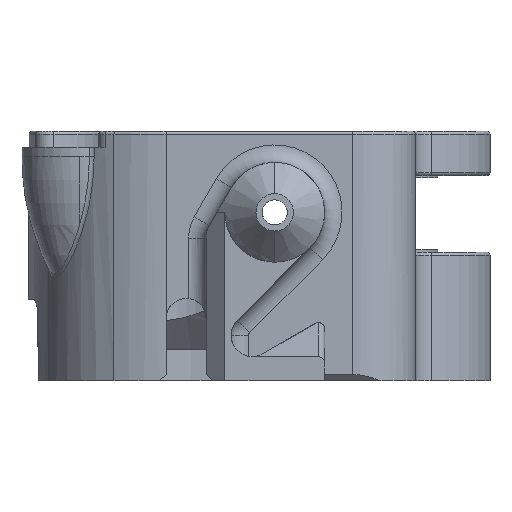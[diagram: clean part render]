
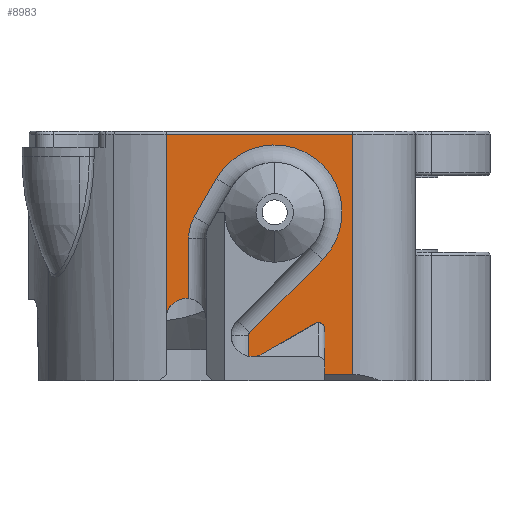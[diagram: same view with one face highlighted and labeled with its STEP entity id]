
A CAD part, front view. The second image highlights one B-rep face of the part: STEP entity #8983.
In plain terms, the highlighted planar face has unit normal (0, -1, 0).
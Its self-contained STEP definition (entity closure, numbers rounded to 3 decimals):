
#86 = EDGE_CURVE ( 'NONE', #8604, #8710, #3451, .T. ) ;
#169 = AXIS2_PLACEMENT_3D ( 'NONE', #1532, #1518, #1522 ) ;
#216 = AXIS2_PLACEMENT_3D ( 'NONE', #7444, #7445, #7446 ) ;
#217 = AXIS2_PLACEMENT_3D ( 'NONE', #7449, #7450, #7451 ) ;
#218 = AXIS2_PLACEMENT_3D ( 'NONE', #7454, #7455, #7456 ) ;
#219 = AXIS2_PLACEMENT_3D ( 'NONE', #7459, #7460, #7461 ) ;
#557 = AXIS2_PLACEMENT_3D ( 'NONE', #4102, #4111, #4112 ) ;
#1518 = DIRECTION ( 'NONE',  ( 0., 1., 0. ) ) ;
#1522 = DIRECTION ( 'NONE',  ( 0., 0., -1. ) ) ;
#1532 = CARTESIAN_POINT ( 'NONE',  ( -1.35, -16.35, -8.5 ) ) ;
#1654 = VERTEX_POINT ( 'NONE', #6788 ) ;
#1719 = VERTEX_POINT ( 'NONE', #6802 ) ;
#1795 = VERTEX_POINT ( 'NONE', #6830 ) ;
#1887 = VERTEX_POINT ( 'NONE', #6857 ) ;
#1997 = VERTEX_POINT ( 'NONE', #6888 ) ;
#2026 = VERTEX_POINT ( 'NONE', #6892 ) ;
#2078 = VERTEX_POINT ( 'NONE', #6924 ) ;
#2107 = VERTEX_POINT ( 'NONE', #6928 ) ;
#2158 = VERTEX_POINT ( 'NONE', #6948 ) ;
#2268 = VERTEX_POINT ( 'NONE', #6979 ) ;
#2351 = VERTEX_POINT ( 'NONE', #7006 ) ;
#2413 = VERTEX_POINT ( 'NONE', #7023 ) ;
#2418 = EDGE_LOOP ( 'NONE', ( #2934, #2935, #2936, #2937, #2938, #2939, #2940, #2941, #2942, #2943, #2944, #2945, #2946, #2947, #2948 ) ) ;
#2468 = VERTEX_POINT ( 'NONE', #7038 ) ;
#2934 = ORIENTED_EDGE ( 'NONE', *, *, #5654, .T. ) ;
#2935 = ORIENTED_EDGE ( 'NONE', *, *, #5655, .T. ) ;
#2936 = ORIENTED_EDGE ( 'NONE', *, *, #5656, .T. ) ;
#2937 = ORIENTED_EDGE ( 'NONE', *, *, #5657, .T. ) ;
#2938 = ORIENTED_EDGE ( 'NONE', *, *, #5658, .T. ) ;
#2939 = ORIENTED_EDGE ( 'NONE', *, *, #5659, .T. ) ;
#2940 = ORIENTED_EDGE ( 'NONE', *, *, #86, .T. ) ;
#2941 = ORIENTED_EDGE ( 'NONE', *, *, #5660, .T. ) ;
#2942 = ORIENTED_EDGE ( 'NONE', *, *, #5661, .T. ) ;
#2943 = ORIENTED_EDGE ( 'NONE', *, *, #5662, .T. ) ;
#2944 = ORIENTED_EDGE ( 'NONE', *, *, #5663, .T. ) ;
#2945 = ORIENTED_EDGE ( 'NONE', *, *, #5664, .T. ) ;
#2946 = ORIENTED_EDGE ( 'NONE', *, *, #5665, .T. ) ;
#2947 = ORIENTED_EDGE ( 'NONE', *, *, #5666, .T. ) ;
#2948 = ORIENTED_EDGE ( 'NONE', *, *, #5667, .T. ) ;
#3451 = CIRCLE ( 'NONE', #169, 1.6 ) ;
#3636 = LINE ( 'NONE', #7430, #3645 ) ;
#3644 = LINE ( 'NONE', #7434, #3647 ) ;
#3645 = VECTOR ( 'NONE', #7433, 1000. ) ;
#3646 = LINE ( 'NONE', #7436, #3649 ) ;
#3647 = VECTOR ( 'NONE', #7435, 1000. ) ;
#3648 = LINE ( 'NONE', #7438, #3651 ) ;
#3649 = VECTOR ( 'NONE', #7437, 1000. ) ;
#3650 = LINE ( 'NONE', #7440, #3653 ) ;
#3651 = VECTOR ( 'NONE', #7439, 1000. ) ;
#3652 = CIRCLE ( 'NONE', #216, 1.6 ) ;
#3653 = VECTOR ( 'NONE', #7441, 1000. ) ;
#3654 = LINE ( 'NONE', #7398, #3656 ) ;
#3655 = CIRCLE ( 'NONE', #217, 3.4 ) ;
#3656 = VECTOR ( 'NONE', #7397, 1000. ) ;
#3657 = LINE ( 'NONE', #7442, #3659 ) ;
#3658 = CIRCLE ( 'NONE', #218, 5.4 ) ;
#3659 = VECTOR ( 'NONE', #7443, 1000. ) ;
#3660 = LINE ( 'NONE', #7447, #3662 ) ;
#3661 = CIRCLE ( 'NONE', #219, 0.3 ) ;
#3662 = VECTOR ( 'NONE', #7448, 1000. ) ;
#3663 = LINE ( 'NONE', #7452, #3665 ) ;
#3664 = LINE ( 'NONE', #7462, #3667 ) ;
#3665 = VECTOR ( 'NONE', #7453, 1000. ) ;
#3667 = VECTOR ( 'NONE', #7463, 1000. ) ;
#4028 = CARTESIAN_POINT ( 'NONE',  ( -1.35, -16.35, -6.9 ) ) ;
#4058 = CARTESIAN_POINT ( 'NONE',  ( -1.15, -16.35, -6.913 ) ) ;
#4102 = CARTESIAN_POINT ( 'NONE',  ( 17., -16.35, 6.5 ) ) ;
#4108 = PLANE ( 'NONE',  #557 ) ;
#4111 = DIRECTION ( 'NONE',  ( 0., 1., 0. ) ) ;
#4112 = DIRECTION ( 'NONE',  ( -1., 0., 0. ) ) ;
#5654 = EDGE_CURVE ( 'NONE', #2413, #2107, #3636, .T. ) ;
#5655 = EDGE_CURVE ( 'NONE', #2107, #2468, #3644, .T. ) ;
#5656 = EDGE_CURVE ( 'NONE', #2468, #1719, #3646, .T. ) ;
#5657 = EDGE_CURVE ( 'NONE', #1719, #1997, #3648, .T. ) ;
#5658 = EDGE_CURVE ( 'NONE', #1997, #2268, #3650, .T. ) ;
#5659 = EDGE_CURVE ( 'NONE', #2268, #8604, #3652, .T. ) ;
#5660 = EDGE_CURVE ( 'NONE', #8710, #2026, #3654, .T. ) ;
#5661 = EDGE_CURVE ( 'NONE', #2026, #1795, #3655, .T. ) ;
#5662 = EDGE_CURVE ( 'NONE', #1795, #2078, #3657, .T. ) ;
#5663 = EDGE_CURVE ( 'NONE', #2078, #2351, #3658, .T. ) ;
#5664 = EDGE_CURVE ( 'NONE', #2351, #1654, #3660, .T. ) ;
#5665 = EDGE_CURVE ( 'NONE', #1654, #1887, #3661, .T. ) ;
#5666 = EDGE_CURVE ( 'NONE', #1887, #2158, #3663, .T. ) ;
#5667 = EDGE_CURVE ( 'NONE', #2158, #2413, #3664, .T. ) ;
#6652 = FACE_OUTER_BOUND ( 'NONE', #2418, .T. ) ;
#6788 = CARTESIAN_POINT ( 'NONE',  ( 3.738, -16.35, -9.649 ) ) ;
#6802 = CARTESIAN_POINT ( 'NONE',  ( -2.957, -16.35, -13.007 ) ) ;
#6830 = CARTESIAN_POINT ( 'NONE',  ( -0.694, -16.35, -0.362 ) ) ;
#6857 = CARTESIAN_POINT ( 'NONE',  ( 3.65, -16.35, -9.861 ) ) ;
#6888 = CARTESIAN_POINT ( 'NONE',  ( -2.95, -16.35, -13. ) ) ;
#6892 = CARTESIAN_POINT ( 'NONE',  ( -1.15, -16.35, -2.062 ) ) ;
#6924 = CARTESIAN_POINT ( 'NONE',  ( 1.073, -16.35, 2.7 ) ) ;
#6928 = CARTESIAN_POINT ( 'NONE',  ( 12., -16.35, 6.25 ) ) ;
#6948 = CARTESIAN_POINT ( 'NONE',  ( 3.65, -16.35, -13. ) ) ;
#6979 = CARTESIAN_POINT ( 'NONE',  ( -2.95, -16.35, -8.5 ) ) ;
#7006 = CARTESIAN_POINT ( 'NONE',  ( 9.568, -16.35, -3.818 ) ) ;
#7023 = CARTESIAN_POINT ( 'NONE',  ( 12., -16.35, -13. ) ) ;
#7038 = CARTESIAN_POINT ( 'NONE',  ( -2.957, -16.35, 6.25 ) ) ;
#7397 = DIRECTION ( 'NONE',  ( 0., 0., 1. ) ) ;
#7398 = CARTESIAN_POINT ( 'NONE',  ( -1.15, -16.35, -2.062 ) ) ;
#7430 = CARTESIAN_POINT ( 'NONE',  ( 12., -16.35, 6.5 ) ) ;
#7433 = DIRECTION ( 'NONE',  ( 0., 0., 1. ) ) ;
#7434 = CARTESIAN_POINT ( 'NONE',  ( -2.957, -16.35, 6.25 ) ) ;
#7435 = DIRECTION ( 'NONE',  ( -1., 0., 0. ) ) ;
#7436 = CARTESIAN_POINT ( 'NONE',  ( -2.957, -16.35, 6.5 ) ) ;
#7437 = DIRECTION ( 'NONE',  ( 0., 0., -1. ) ) ;
#7438 = CARTESIAN_POINT ( 'NONE',  ( -2.95, -16.35, -13. ) ) ;
#7439 = DIRECTION ( 'NONE',  ( 0.707, 0., 0.707 ) ) ;
#7440 = CARTESIAN_POINT ( 'NONE',  ( -2.95, -16.35, -8.5 ) ) ;
#7441 = DIRECTION ( 'NONE',  ( 0., 0., 1. ) ) ;
#7442 = CARTESIAN_POINT ( 'NONE',  ( 6.701, -16.35, 12.446 ) ) ;
#7443 = DIRECTION ( 'NONE',  ( 0.5, 0., 0.866 ) ) ;
#7444 = CARTESIAN_POINT ( 'NONE',  ( -1.35, -16.35, -8.5 ) ) ;
#7445 = DIRECTION ( 'NONE',  ( 0., 1., 0. ) ) ;
#7446 = DIRECTION ( 'NONE',  ( 0., 0., -1. ) ) ;
#7447 = CARTESIAN_POINT ( 'NONE',  ( 3.738, -16.35, -9.649 ) ) ;
#7448 = DIRECTION ( 'NONE',  ( -0.707, 0., -0.707 ) ) ;
#7449 = CARTESIAN_POINT ( 'NONE',  ( 2.25, -16.35, -2.062 ) ) ;
#7450 = DIRECTION ( 'NONE',  ( 0., 1., 0. ) ) ;
#7451 = DIRECTION ( 'NONE',  ( -1., 0., 0. ) ) ;
#7452 = CARTESIAN_POINT ( 'NONE',  ( 3.65, -16.35, -13.5 ) ) ;
#7453 = DIRECTION ( 'NONE',  ( 0., 0., -1. ) ) ;
#7454 = CARTESIAN_POINT ( 'NONE',  ( 5.75, -16.35, 0. ) ) ;
#7455 = DIRECTION ( 'NONE',  ( 0., 1., 0. ) ) ;
#7456 = DIRECTION ( 'NONE',  ( -1., 0., 0. ) ) ;
#7459 = CARTESIAN_POINT ( 'NONE',  ( 3.95, -16.35, -9.861 ) ) ;
#7460 = DIRECTION ( 'NONE',  ( 0., -1., 0. ) ) ;
#7461 = DIRECTION ( 'NONE',  ( -1., 0., 0. ) ) ;
#7462 = CARTESIAN_POINT ( 'NONE',  ( 17., -16.35, -13. ) ) ;
#7463 = DIRECTION ( 'NONE',  ( 1., 0., 0. ) ) ;
#8604 = VERTEX_POINT ( 'NONE', #4028 ) ;
#8710 = VERTEX_POINT ( 'NONE', #4058 ) ;
#8983 = ADVANCED_FACE ( 'NONE', ( #6652 ), #4108, .F. ) ;
